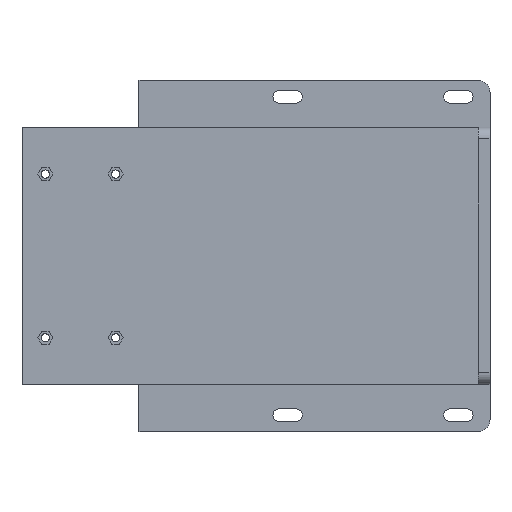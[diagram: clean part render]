
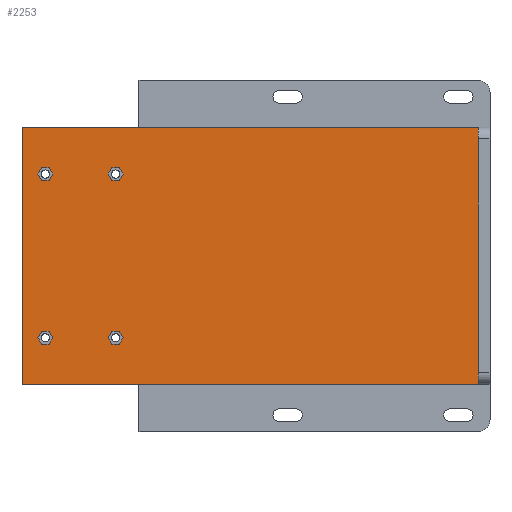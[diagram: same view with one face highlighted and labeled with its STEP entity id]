
A CAD part, top view. The second image highlights one B-rep face of the part: STEP entity #2253.
In plain terms, the highlighted planar face has unit normal (0, 0, 1).
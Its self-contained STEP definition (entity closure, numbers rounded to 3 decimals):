
#53=FACE_BOUND('',#428,.T.);
#54=FACE_BOUND('',#429,.T.);
#55=FACE_BOUND('',#430,.T.);
#56=FACE_BOUND('',#431,.T.);
#278=FACE_OUTER_BOUND('',#427,.T.);
#427=EDGE_LOOP('',(#2041,#2042,#2043,#2044));
#428=EDGE_LOOP('',(#2045,#2046,#2047,#2048,#2049,#2050));
#429=EDGE_LOOP('',(#2051,#2052,#2053,#2054,#2055,#2056));
#430=EDGE_LOOP('',(#2057,#2058,#2059,#2060,#2061,#2062));
#431=EDGE_LOOP('',(#2063,#2064,#2065,#2066,#2067,#2068));
#545=LINE('',#3397,#786);
#547=LINE('',#3402,#788);
#551=LINE('',#3410,#792);
#554=LINE('',#3416,#795);
#557=LINE('',#3422,#798);
#560=LINE('',#3428,#801);
#563=LINE('',#3433,#804);
#565=LINE('',#3441,#806);
#569=LINE('',#3449,#810);
#572=LINE('',#3455,#813);
#575=LINE('',#3461,#816);
#578=LINE('',#3467,#819);
#581=LINE('',#3472,#822);
#583=LINE('',#3480,#824);
#587=LINE('',#3488,#828);
#590=LINE('',#3494,#831);
#593=LINE('',#3500,#834);
#596=LINE('',#3506,#837);
#599=LINE('',#3511,#840);
#601=LINE('',#3519,#842);
#605=LINE('',#3527,#846);
#608=LINE('',#3533,#849);
#611=LINE('',#3539,#852);
#614=LINE('',#3545,#855);
#617=LINE('',#3550,#858);
#646=LINE('',#3629,#887);
#670=LINE('',#3697,#911);
#672=LINE('',#3701,#913);
#786=VECTOR('',#2770,10.);
#788=VECTOR('',#2774,10.);
#792=VECTOR('',#2780,10.);
#795=VECTOR('',#2785,10.);
#798=VECTOR('',#2790,10.);
#801=VECTOR('',#2795,10.);
#804=VECTOR('',#2800,10.);
#806=VECTOR('',#2808,10.);
#810=VECTOR('',#2814,10.);
#813=VECTOR('',#2819,10.);
#816=VECTOR('',#2824,10.);
#819=VECTOR('',#2829,10.);
#822=VECTOR('',#2834,10.);
#824=VECTOR('',#2842,10.);
#828=VECTOR('',#2848,10.);
#831=VECTOR('',#2853,10.);
#834=VECTOR('',#2858,10.);
#837=VECTOR('',#2863,10.);
#840=VECTOR('',#2868,10.);
#842=VECTOR('',#2876,10.);
#846=VECTOR('',#2882,10.);
#849=VECTOR('',#2887,10.);
#852=VECTOR('',#2892,10.);
#855=VECTOR('',#2897,10.);
#858=VECTOR('',#2902,10.);
#887=VECTOR('',#2987,10.);
#911=VECTOR('',#3057,10.);
#913=VECTOR('',#3063,10.);
#1028=VERTEX_POINT('',#3394);
#1029=VERTEX_POINT('',#3396);
#1030=VERTEX_POINT('',#3400);
#1031=VERTEX_POINT('',#3401);
#1034=VERTEX_POINT('',#3409);
#1036=VERTEX_POINT('',#3415);
#1038=VERTEX_POINT('',#3421);
#1040=VERTEX_POINT('',#3427);
#1043=VERTEX_POINT('',#3439);
#1044=VERTEX_POINT('',#3440);
#1047=VERTEX_POINT('',#3448);
#1049=VERTEX_POINT('',#3454);
#1051=VERTEX_POINT('',#3460);
#1053=VERTEX_POINT('',#3466);
#1056=VERTEX_POINT('',#3478);
#1057=VERTEX_POINT('',#3479);
#1060=VERTEX_POINT('',#3487);
#1062=VERTEX_POINT('',#3493);
#1064=VERTEX_POINT('',#3499);
#1066=VERTEX_POINT('',#3505);
#1069=VERTEX_POINT('',#3517);
#1070=VERTEX_POINT('',#3518);
#1073=VERTEX_POINT('',#3526);
#1075=VERTEX_POINT('',#3532);
#1077=VERTEX_POINT('',#3538);
#1079=VERTEX_POINT('',#3544);
#1102=VERTEX_POINT('',#3627);
#1123=VERTEX_POINT('',#3695);
#1287=EDGE_CURVE('',#1029,#1028,#545,.T.);
#1289=EDGE_CURVE('',#1030,#1031,#547,.T.);
#1293=EDGE_CURVE('',#1034,#1030,#551,.T.);
#1296=EDGE_CURVE('',#1036,#1034,#554,.T.);
#1299=EDGE_CURVE('',#1038,#1036,#557,.T.);
#1302=EDGE_CURVE('',#1040,#1038,#560,.T.);
#1305=EDGE_CURVE('',#1031,#1040,#563,.T.);
#1308=EDGE_CURVE('',#1043,#1044,#565,.T.);
#1312=EDGE_CURVE('',#1047,#1043,#569,.T.);
#1315=EDGE_CURVE('',#1049,#1047,#572,.T.);
#1318=EDGE_CURVE('',#1051,#1049,#575,.T.);
#1321=EDGE_CURVE('',#1053,#1051,#578,.T.);
#1324=EDGE_CURVE('',#1044,#1053,#581,.T.);
#1327=EDGE_CURVE('',#1056,#1057,#583,.T.);
#1331=EDGE_CURVE('',#1060,#1056,#587,.T.);
#1334=EDGE_CURVE('',#1062,#1060,#590,.T.);
#1337=EDGE_CURVE('',#1064,#1062,#593,.T.);
#1340=EDGE_CURVE('',#1066,#1064,#596,.T.);
#1343=EDGE_CURVE('',#1057,#1066,#599,.T.);
#1346=EDGE_CURVE('',#1069,#1070,#601,.T.);
#1350=EDGE_CURVE('',#1073,#1069,#605,.T.);
#1353=EDGE_CURVE('',#1075,#1073,#608,.T.);
#1356=EDGE_CURVE('',#1077,#1075,#611,.T.);
#1359=EDGE_CURVE('',#1079,#1077,#614,.T.);
#1362=EDGE_CURVE('',#1070,#1079,#617,.T.);
#1402=EDGE_CURVE('',#1028,#1102,#646,.T.);
#1436=EDGE_CURVE('',#1102,#1123,#670,.T.);
#1438=EDGE_CURVE('',#1123,#1029,#672,.T.);
#2041=ORIENTED_EDGE('',*,*,#1287,.T.);
#2042=ORIENTED_EDGE('',*,*,#1402,.T.);
#2043=ORIENTED_EDGE('',*,*,#1436,.T.);
#2044=ORIENTED_EDGE('',*,*,#1438,.T.);
#2045=ORIENTED_EDGE('',*,*,#1289,.T.);
#2046=ORIENTED_EDGE('',*,*,#1305,.T.);
#2047=ORIENTED_EDGE('',*,*,#1302,.T.);
#2048=ORIENTED_EDGE('',*,*,#1299,.T.);
#2049=ORIENTED_EDGE('',*,*,#1296,.T.);
#2050=ORIENTED_EDGE('',*,*,#1293,.T.);
#2051=ORIENTED_EDGE('',*,*,#1308,.T.);
#2052=ORIENTED_EDGE('',*,*,#1324,.T.);
#2053=ORIENTED_EDGE('',*,*,#1321,.T.);
#2054=ORIENTED_EDGE('',*,*,#1318,.T.);
#2055=ORIENTED_EDGE('',*,*,#1315,.T.);
#2056=ORIENTED_EDGE('',*,*,#1312,.T.);
#2057=ORIENTED_EDGE('',*,*,#1327,.T.);
#2058=ORIENTED_EDGE('',*,*,#1343,.T.);
#2059=ORIENTED_EDGE('',*,*,#1340,.T.);
#2060=ORIENTED_EDGE('',*,*,#1337,.T.);
#2061=ORIENTED_EDGE('',*,*,#1334,.T.);
#2062=ORIENTED_EDGE('',*,*,#1331,.T.);
#2063=ORIENTED_EDGE('',*,*,#1346,.T.);
#2064=ORIENTED_EDGE('',*,*,#1362,.T.);
#2065=ORIENTED_EDGE('',*,*,#1359,.T.);
#2066=ORIENTED_EDGE('',*,*,#1356,.T.);
#2067=ORIENTED_EDGE('',*,*,#1353,.T.);
#2068=ORIENTED_EDGE('',*,*,#1350,.T.);
#2142=PLANE('',#2452);
#2253=ADVANCED_FACE('',(#278,#53,#54,#55,#56),#2142,.T.);
#2452=AXIS2_PLACEMENT_3D('',#3702,#3064,#3065);
#2770=DIRECTION('',(0.,1.,0.));
#2774=DIRECTION('',(0.5,0.866,0.));
#2780=DIRECTION('',(-0.5,0.866,0.));
#2785=DIRECTION('',(-1.,0.,0.));
#2790=DIRECTION('',(-0.5,-0.866,0.));
#2795=DIRECTION('',(0.5,-0.866,0.));
#2800=DIRECTION('',(1.,0.,0.));
#2808=DIRECTION('',(0.5,0.866,0.));
#2814=DIRECTION('',(-0.5,0.866,0.));
#2819=DIRECTION('',(-1.,0.,0.));
#2824=DIRECTION('',(-0.5,-0.866,0.));
#2829=DIRECTION('',(0.5,-0.866,0.));
#2834=DIRECTION('',(1.,0.,0.));
#2842=DIRECTION('',(0.5,0.866,0.));
#2848=DIRECTION('',(-0.5,0.866,0.));
#2853=DIRECTION('',(-1.,0.,0.));
#2858=DIRECTION('',(-0.5,-0.866,0.));
#2863=DIRECTION('',(0.5,-0.866,0.));
#2868=DIRECTION('',(1.,0.,0.));
#2876=DIRECTION('',(0.5,0.866,0.));
#2882=DIRECTION('',(-0.5,0.866,0.));
#2887=DIRECTION('',(-1.,0.,0.));
#2892=DIRECTION('',(-0.5,-0.866,0.));
#2897=DIRECTION('',(0.5,-0.866,0.));
#2902=DIRECTION('',(1.,0.,0.));
#2987=DIRECTION('',(-1.,0.,0.));
#3057=DIRECTION('',(0.,-1.,0.));
#3063=DIRECTION('',(1.,0.,0.));
#3064=DIRECTION('center_axis',(0.,0.,1.));
#3065=DIRECTION('ref_axis',(1.,0.,0.));
#3394=CARTESIAN_POINT('',(95.,55.,10.));
#3396=CARTESIAN_POINT('',(95.,-55.,10.));
#3397=CARTESIAN_POINT('',(95.,27.5,10.));
#3400=CARTESIAN_POINT('',(-63.175,35.,10.));
#3401=CARTESIAN_POINT('',(-61.588,37.75,10.));
#3402=CARTESIAN_POINT('',(-62.856,35.553,10.));
#3409=CARTESIAN_POINT('',(-61.588,32.25,10.));
#3410=CARTESIAN_POINT('',(-46.907,6.822,10.));
#3415=CARTESIAN_POINT('',(-58.412,32.25,10.));
#3416=CARTESIAN_POINT('',(-29.206,32.25,10.));
#3421=CARTESIAN_POINT('',(-56.825,35.,10.));
#3422=CARTESIAN_POINT('',(-57.299,34.178,10.));
#3427=CARTESIAN_POINT('',(-58.412,37.75,10.));
#3428=CARTESIAN_POINT('',(-42.938,10.947,10.));
#3433=CARTESIAN_POINT('',(-30.794,37.75,10.));
#3439=CARTESIAN_POINT('',(-63.175,-35.,10.));
#3440=CARTESIAN_POINT('',(-61.588,-32.25,10.));
#3441=CARTESIAN_POINT('',(-47.701,-8.197,10.));
#3448=CARTESIAN_POINT('',(-61.588,-37.75,10.));
#3449=CARTESIAN_POINT('',(-62.062,-36.928,10.));
#3454=CARTESIAN_POINT('',(-58.412,-37.75,10.));
#3455=CARTESIAN_POINT('',(-29.206,-37.75,10.));
#3460=CARTESIAN_POINT('',(-56.825,-35.,10.));
#3461=CARTESIAN_POINT('',(-42.144,-9.572,10.));
#3466=CARTESIAN_POINT('',(-58.412,-32.25,10.));
#3467=CARTESIAN_POINT('',(-58.093,-32.803,10.));
#3472=CARTESIAN_POINT('',(-30.794,-32.25,10.));
#3478=CARTESIAN_POINT('',(-93.175,35.,10.));
#3479=CARTESIAN_POINT('',(-91.588,37.75,10.));
#3480=CARTESIAN_POINT('',(-89.106,42.048,10.));
#3487=CARTESIAN_POINT('',(-91.588,32.25,10.));
#3488=CARTESIAN_POINT('',(-73.157,0.327,10.));
#3493=CARTESIAN_POINT('',(-88.412,32.25,10.));
#3494=CARTESIAN_POINT('',(-44.206,32.25,10.));
#3499=CARTESIAN_POINT('',(-86.825,35.,10.));
#3500=CARTESIAN_POINT('',(-83.549,40.673,10.));
#3505=CARTESIAN_POINT('',(-88.412,37.75,10.));
#3506=CARTESIAN_POINT('',(-69.188,4.452,10.));
#3511=CARTESIAN_POINT('',(-45.794,37.75,10.));
#3517=CARTESIAN_POINT('',(-93.175,-35.,10.));
#3518=CARTESIAN_POINT('',(-91.588,-32.25,10.));
#3519=CARTESIAN_POINT('',(-73.951,-1.702,10.));
#3526=CARTESIAN_POINT('',(-91.588,-37.75,10.));
#3527=CARTESIAN_POINT('',(-88.312,-43.423,10.));
#3532=CARTESIAN_POINT('',(-88.412,-37.75,10.));
#3533=CARTESIAN_POINT('',(-44.206,-37.75,10.));
#3538=CARTESIAN_POINT('',(-86.825,-35.,10.));
#3539=CARTESIAN_POINT('',(-68.394,-3.077,10.));
#3544=CARTESIAN_POINT('',(-88.412,-32.25,10.));
#3545=CARTESIAN_POINT('',(-84.343,-39.298,10.));
#3550=CARTESIAN_POINT('',(-45.794,-32.25,10.));
#3627=CARTESIAN_POINT('',(-100.,55.,10.));
#3629=CARTESIAN_POINT('',(-100.,55.,10.));
#3695=CARTESIAN_POINT('',(-100.,-55.,10.));
#3697=CARTESIAN_POINT('',(-100.,-55.,10.));
#3701=CARTESIAN_POINT('',(100.,-55.,10.));
#3702=CARTESIAN_POINT('Origin',(0.,0.,
10.));
